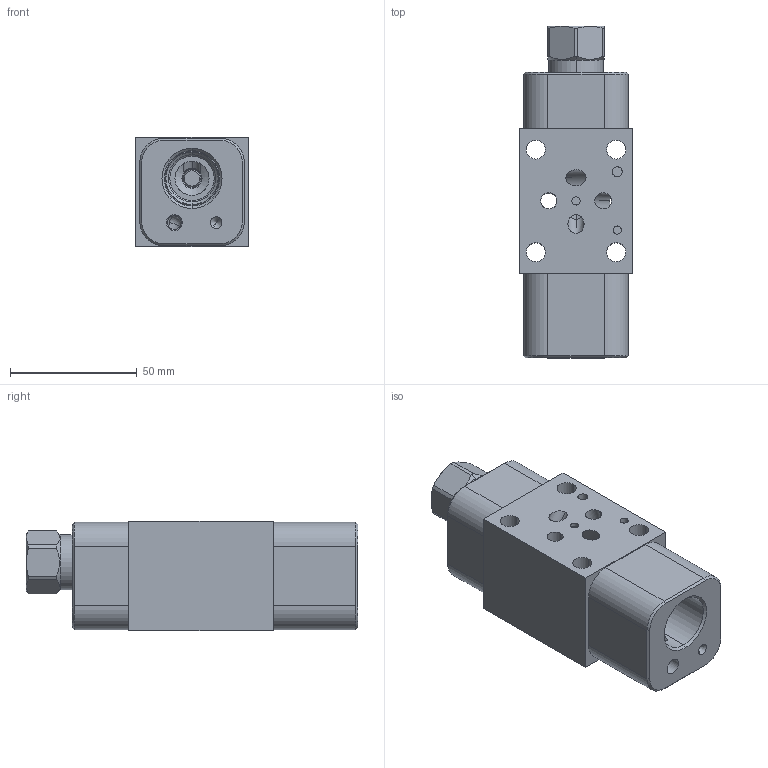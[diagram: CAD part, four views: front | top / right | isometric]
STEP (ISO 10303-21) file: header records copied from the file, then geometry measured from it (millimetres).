
FILE_DESCRIPTION((''),'2;1');
FILE_NAME('EB4_ASM','2019-07-03T',('ProEService'),(''),'PRO/ENGINEER BY PARAMETRIC TECHNOLOGY CORPORATION, 2014200','PRO/ENGINEER BY PARAMETRIC TECHNOLOGY CORPORATION, 2014200','');
FILE_SCHEMA(('CONFIG_CONTROL_DESIGN'));
Length unit declared in the file: inch
Products named in the file (7): 150-283; CXCDXAN; 500-001-012; 700-002; 811-001-006; 850-004-250; EB4_ASM
Assembly tree (6 placements, depth 2):
  EB4_ASM
    150-283
    CXCDXAN
    500-001-012
    700-002
    811-001-006
    850-004-250
Bounding box: 44.45 x 130.96 x 43.18 mm (x, y, z)
Volume: 172269.3 mm3; surface area: 43462.2 mm2
Topology: 4 solids, 4 shells, 307 faces, 1269 edges, 1157 vertices
Faces by surface type: cylinder 137, plane 73, cone 59, torus 20, sphere 10, revolution 8
Entity records: 15307 total; most frequent: CARTESIAN_POINT 5115, DIRECTION 2112, ORIENTED_EDGE 1528, VECTOR 792, LINE 792, EDGE_CURVE 764, AXIS2_PLACEMENT_3D 656, TRIMMED_CURVE 503
